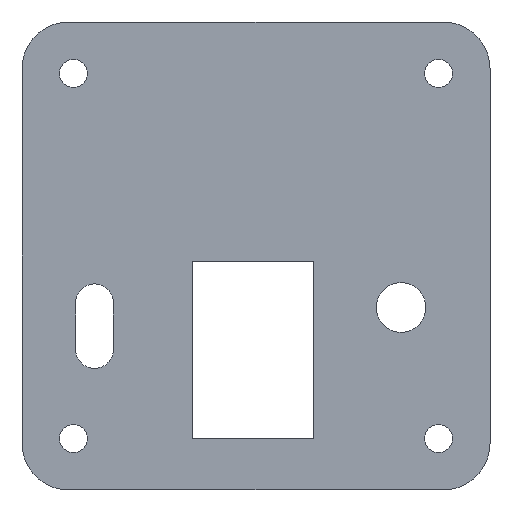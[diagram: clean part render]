
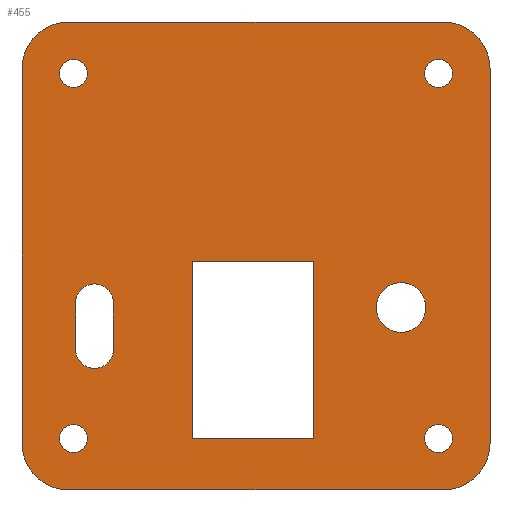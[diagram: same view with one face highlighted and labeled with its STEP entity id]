
A CAD part, front view. The second image highlights one B-rep face of the part: STEP entity #455.
In plain terms, the highlighted planar face has unit normal (0, -1, 0).
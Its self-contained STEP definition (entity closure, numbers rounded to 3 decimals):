
#28=FACE_BOUND('',#126,.T.);
#29=FACE_BOUND('',#127,.T.);
#30=FACE_BOUND('',#128,.T.);
#31=FACE_BOUND('',#129,.T.);
#32=FACE_BOUND('',#130,.T.);
#33=FACE_BOUND('',#131,.T.);
#34=FACE_BOUND('',#132,.T.);
#36=CIRCLE('',#461,2.019);
#38=CIRCLE('',#465,2.019);
#39=CIRCLE('',#467,2.65);
#42=CIRCLE('',#471,1.5);
#44=CIRCLE('',#474,1.5);
#46=CIRCLE('',#481,1.5);
#48=CIRCLE('',#484,1.5);
#49=CIRCLE('',#487,5.);
#51=CIRCLE('',#491,5.);
#53=CIRCLE('',#495,5.);
#55=CIRCLE('',#499,5.);
#90=FACE_OUTER_BOUND('',#125,.T.);
#125=EDGE_LOOP('',(#400,#401,#402,#403,#404,#405,#406,#407));
#126=EDGE_LOOP('',(#408,#409,#410,#411));
#127=EDGE_LOOP('',(#412));
#128=EDGE_LOOP('',(#413));
#129=EDGE_LOOP('',(#414));
#130=EDGE_LOOP('',(#415,#416,#417,#418));
#131=EDGE_LOOP('',(#419));
#132=EDGE_LOOP('',(#420));
#135=LINE('',#639,#171);
#140=LINE('',#652,#176);
#141=LINE('',#674,#177);
#145=LINE('',#682,#181);
#148=LINE('',#688,#184);
#151=LINE('',#693,#187);
#153=LINE('',#708,#189);
#158=LINE('',#722,#194);
#162=LINE('',#734,#198);
#166=LINE('',#746,#202);
#171=VECTOR('',#509,10.);
#176=VECTOR('',#522,10.);
#177=VECTOR('',#549,10.);
#181=VECTOR('',#555,10.);
#184=VECTOR('',#560,10.);
#187=VECTOR('',#565,10.);
#189=VECTOR('',#581,10.);
#194=VECTOR('',#594,10.);
#198=VECTOR('',#606,10.);
#202=VECTOR('',#618,10.);
#207=VERTEX_POINT('',#636);
#208=VERTEX_POINT('',#638);
#210=VERTEX_POINT('',#644);
#212=VERTEX_POINT('',#650);
#213=VERTEX_POINT('',#657);
#216=VERTEX_POINT('',#664);
#218=VERTEX_POINT('',#669);
#219=VERTEX_POINT('',#672);
#220=VERTEX_POINT('',#673);
#223=VERTEX_POINT('',#681);
#225=VERTEX_POINT('',#687);
#228=VERTEX_POINT('',#698);
#230=VERTEX_POINT('',#703);
#231=VERTEX_POINT('',#706);
#232=VERTEX_POINT('',#707);
#235=VERTEX_POINT('',#715);
#237=VERTEX_POINT('',#721);
#239=VERTEX_POINT('',#727);
#241=VERTEX_POINT('',#733);
#243=VERTEX_POINT('',#739);
#245=VERTEX_POINT('',#745);
#249=EDGE_CURVE('',#208,#207,#135,.T.);
#253=EDGE_CURVE('',#207,#210,#36,.T.);
#256=EDGE_CURVE('',#210,#212,#140,.T.);
#258=EDGE_CURVE('',#212,#208,#38,.T.);
#259=EDGE_CURVE('',#213,#213,#39,.T.);
#262=EDGE_CURVE('',#216,#216,#42,.T.);
#264=EDGE_CURVE('',#218,#218,#44,.T.);
#265=EDGE_CURVE('',#219,#220,#141,.T.);
#269=EDGE_CURVE('',#223,#219,#145,.T.);
#272=EDGE_CURVE('',#225,#223,#148,.T.);
#275=EDGE_CURVE('',#220,#225,#151,.T.);
#278=EDGE_CURVE('',#228,#228,#46,.T.);
#280=EDGE_CURVE('',#230,#230,#48,.T.);
#281=EDGE_CURVE('',#231,#232,#153,.T.);
#285=EDGE_CURVE('',#235,#231,#49,.T.);
#288=EDGE_CURVE('',#237,#235,#158,.T.);
#291=EDGE_CURVE('',#239,#237,#51,.T.);
#294=EDGE_CURVE('',#241,#239,#162,.T.);
#297=EDGE_CURVE('',#243,#241,#53,.T.);
#300=EDGE_CURVE('',#245,#243,#166,.T.);
#303=EDGE_CURVE('',#232,#245,#55,.T.);
#400=ORIENTED_EDGE('',*,*,#303,.F.);
#401=ORIENTED_EDGE('',*,*,#281,.F.);
#402=ORIENTED_EDGE('',*,*,#285,.F.);
#403=ORIENTED_EDGE('',*,*,#288,.F.);
#404=ORIENTED_EDGE('',*,*,#291,.F.);
#405=ORIENTED_EDGE('',*,*,#294,.F.);
#406=ORIENTED_EDGE('',*,*,#297,.F.);
#407=ORIENTED_EDGE('',*,*,#300,.F.);
#408=ORIENTED_EDGE('',*,*,#249,.T.);
#409=ORIENTED_EDGE('',*,*,#253,.T.);
#410=ORIENTED_EDGE('',*,*,#256,.T.);
#411=ORIENTED_EDGE('',*,*,#258,.T.);
#412=ORIENTED_EDGE('',*,*,#259,.T.);
#413=ORIENTED_EDGE('',*,*,#280,.F.);
#414=ORIENTED_EDGE('',*,*,#278,.F.);
#415=ORIENTED_EDGE('',*,*,#275,.F.);
#416=ORIENTED_EDGE('',*,*,#265,.F.);
#417=ORIENTED_EDGE('',*,*,#269,.F.);
#418=ORIENTED_EDGE('',*,*,#272,.F.);
#419=ORIENTED_EDGE('',*,*,#264,.F.);
#420=ORIENTED_EDGE('',*,*,#262,.F.);
#432=PLANE('',#502);
#455=ADVANCED_FACE('',(#90,#28,#29,#30,#31,#32,#33,#34),#432,.F.);
#461=AXIS2_PLACEMENT_3D('',#646,#516,#517);
#465=AXIS2_PLACEMENT_3D('',#655,#527,#528);
#467=AXIS2_PLACEMENT_3D('',#658,#531,#532);
#471=AXIS2_PLACEMENT_3D('',#665,#539,#540);
#474=AXIS2_PLACEMENT_3D('',#670,#545,#546);
#481=AXIS2_PLACEMENT_3D('',#699,#571,#572);
#484=AXIS2_PLACEMENT_3D('',#704,#577,#578);
#487=AXIS2_PLACEMENT_3D('',#716,#587,#588);
#491=AXIS2_PLACEMENT_3D('',#728,#599,#600);
#495=AXIS2_PLACEMENT_3D('',#740,#611,#612);
#499=AXIS2_PLACEMENT_3D('',#751,#623,#624);
#502=AXIS2_PLACEMENT_3D('',#754,#629,#630);
#509=DIRECTION('',(0.,0.,-1.));
#516=DIRECTION('center_axis',(0.,1.,0.));
#517=DIRECTION('ref_axis',(1.,0.,0.));
#522=DIRECTION('',(0.,0.,1.));
#527=DIRECTION('center_axis',(0.,1.,0.));
#528=DIRECTION('ref_axis',(-1.,0.,0.));
#531=DIRECTION('center_axis',(0.,1.,0.));
#532=DIRECTION('ref_axis',(-1.,0.,0.));
#539=DIRECTION('center_axis',(0.,-1.,0.));
#540=DIRECTION('ref_axis',(-1.,0.,0.));
#545=DIRECTION('center_axis',(0.,-1.,0.));
#546=DIRECTION('ref_axis',(-1.,0.,0.));
#549=DIRECTION('',(0.,0.,1.));
#555=DIRECTION('',(1.,0.,0.));
#560=DIRECTION('',(0.,0.,-1.));
#565=DIRECTION('',(-1.,0.,0.));
#571=DIRECTION('center_axis',(0.,-1.,0.));
#572=DIRECTION('ref_axis',(-1.,0.,0.));
#577=DIRECTION('center_axis',(0.,-1.,0.));
#578=DIRECTION('ref_axis',(-1.,0.,0.));
#581=DIRECTION('',(0.,0.,1.));
#587=DIRECTION('center_axis',(0.,1.,0.));
#588=DIRECTION('ref_axis',(0.,0.,-1.));
#594=DIRECTION('',(-1.,0.,0.));
#599=DIRECTION('center_axis',(0.,1.,0.));
#600=DIRECTION('ref_axis',(1.,0.,0.));
#606=DIRECTION('',(0.,0.,-1.));
#611=DIRECTION('center_axis',(0.,1.,0.));
#612=DIRECTION('ref_axis',(0.,0.,1.));
#618=DIRECTION('',(1.,0.,0.));
#623=DIRECTION('center_axis',(0.,1.,0.));
#624=DIRECTION('ref_axis',(-1.,0.,0.));
#629=DIRECTION('center_axis',(0.,1.,0.));
#630=DIRECTION('ref_axis',(-1.,0.,0.));
#636=CARTESIAN_POINT('',(7.269,13.8,12.5));
#638=CARTESIAN_POINT('',(7.269,13.8,17.5));
#639=CARTESIAN_POINT('',(7.269,13.8,17.5));
#644=CARTESIAN_POINT('',(3.231,13.8,12.5));
#646=CARTESIAN_POINT('Origin',(5.25,13.8,12.5));
#650=CARTESIAN_POINT('',(3.231,13.8,17.5));
#652=CARTESIAN_POINT('',(3.231,13.8,20.));
#655=CARTESIAN_POINT('Origin',(5.25,13.8,17.5));
#657=CARTESIAN_POINT('',(40.65,13.8,17.));
#658=CARTESIAN_POINT('Origin',(38.,13.8,17.));
#664=CARTESIAN_POINT('',(43.5,13.8,3.));
#665=CARTESIAN_POINT('Origin',(42.,13.8,3.));
#669=CARTESIAN_POINT('',(4.5,13.8,3.));
#670=CARTESIAN_POINT('Origin',(3.,13.8,3.));
#672=CARTESIAN_POINT('',(28.674,13.8,2.951));
#673=CARTESIAN_POINT('',(28.674,13.8,21.951));
#674=CARTESIAN_POINT('',(28.674,13.8,2.951));
#681=CARTESIAN_POINT('',(15.674,13.8,2.951));
#682=CARTESIAN_POINT('',(15.674,13.8,2.951));
#687=CARTESIAN_POINT('',(15.674,13.8,21.951));
#688=CARTESIAN_POINT('',(15.674,13.8,21.951));
#693=CARTESIAN_POINT('',(28.674,13.8,21.951));
#698=CARTESIAN_POINT('',(4.5,13.8,42.));
#699=CARTESIAN_POINT('Origin',(3.,13.8,42.));
#703=CARTESIAN_POINT('',(43.5,13.8,42.));
#704=CARTESIAN_POINT('Origin',(42.,13.8,42.));
#706=CARTESIAN_POINT('',(-2.5,13.8,2.5));
#707=CARTESIAN_POINT('',(-2.5,13.8,42.5));
#708=CARTESIAN_POINT('',(-2.5,13.8,2.5));
#715=CARTESIAN_POINT('',(2.5,13.8,-2.5));
#716=CARTESIAN_POINT('Origin',(2.5,13.8,2.5));
#721=CARTESIAN_POINT('',(42.5,13.8,-2.5));
#722=CARTESIAN_POINT('',(42.5,13.8,-2.5));
#727=CARTESIAN_POINT('',(47.5,13.8,2.5));
#728=CARTESIAN_POINT('Origin',(42.5,13.8,2.5));
#733=CARTESIAN_POINT('',(47.5,13.8,42.5));
#734=CARTESIAN_POINT('',(47.5,13.8,42.5));
#739=CARTESIAN_POINT('',(42.5,13.8,47.5));
#740=CARTESIAN_POINT('Origin',(42.5,13.8,42.5));
#745=CARTESIAN_POINT('',(2.5,13.8,47.5));
#746=CARTESIAN_POINT('',(2.5,13.8,47.5));
#751=CARTESIAN_POINT('Origin',(2.5,13.8,42.5));
#754=CARTESIAN_POINT('Origin',(22.5,13.8,22.5));
